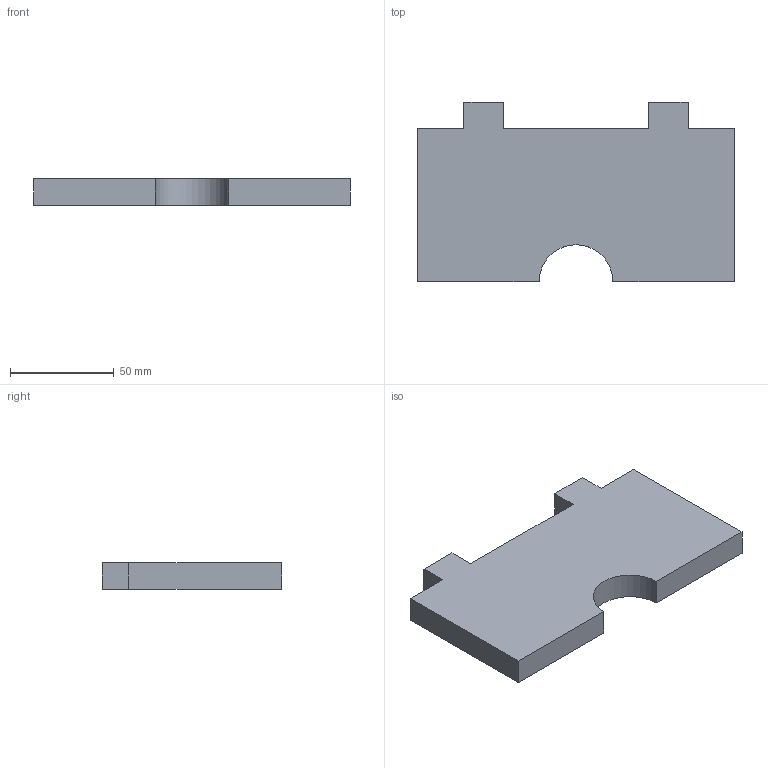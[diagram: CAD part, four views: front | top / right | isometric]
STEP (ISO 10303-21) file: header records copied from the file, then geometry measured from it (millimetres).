
FILE_DESCRIPTION(('HOOPS Exchange Step'),'2;1');
FILE_NAME('4f0b2c2c0e51fbd86d765fed4d4a50fb20200328-3386-6b0vzr.sldprt.step','2020-03-28T05:27:14+00:00',('converter2'),('Unknown organisation'),'HOOPS Exchange 2019.2','HOOPS Exchange','Unknown authorisation');
FILE_SCHEMA( ('AUTOMOTIVE_DESIGN { 1 0 10303 214 1 1 1 1 }') );
Length unit declared in the file: inch
Products named in the file (2): Default; 4f0b2c2c0e51fbd86d765fed4d4a50fb20200328-3386-6b0vzr
Assembly tree (1 placements, depth 2):
  4f0b2c2c0e51fbd86d765fed4d4a50fb20200328-3386-6b0vzr
    Default
Bounding box: 152.4 x 86.36 x 12.7 mm (x, y, z)
Volume: 142406.1 mm3; surface area: 29071 mm2
Topology: 1 solids, 1 shells, 16 faces, 42 edges, 28 vertices
Faces by surface type: plane 15, cylinder 1
Entity records: 541 total; most frequent: CARTESIAN_POINT 89, ORIENTED_EDGE 84, DIRECTION 82, EDGE_CURVE 42, VECTOR 40, LINE 40, VERTEX_POINT 28, AXIS2_PLACEMENT_3D 21
